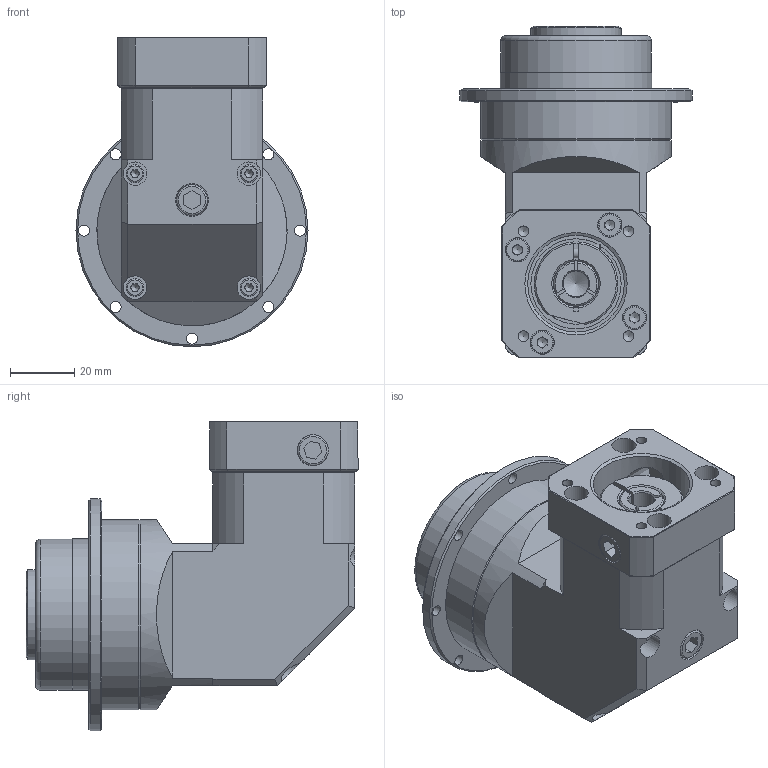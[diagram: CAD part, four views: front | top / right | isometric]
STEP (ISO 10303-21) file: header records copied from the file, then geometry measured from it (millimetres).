
FILE_DESCRIPTION((''),'2;1');
FILE_NAME('KSDL-47-1.stp','2013-08-14T15:26:34',('young'),(''),'Autodesk Inventor 2012','Autodesk Inventor 2012','');
FILE_SCHEMA(('AUTOMOTIVE_DESIGN { 1 0 10303 214 1 1 1 1 }'));
Length unit declared in the file: millimetre
Products named in the file (3): KSDL-47-1; SDL47-1(body); KSD-47-BK(30-46-M4)
Assembly tree (2 placements, depth 2):
  KSDL-47-1
    SDL47-1(body)
    KSD-47-BK(30-46-M4)
Bounding box: 72 x 103 x 96 mm (x, y, z)
Volume: 180746.3 mm3; surface area: 77460.1 mm2
Topology: 18 solids, 18 shells, 728 faces, 1901 edges, 1248 vertices
Faces by surface type: plane 297, cone 209, cylinder 186, bspline 18, torus 18
Full cylindrical faces by diameter (mm): 1 x1, 3 x10, 3.3 x12, 3.4 x8, 3.5 x4, 3.83 x6, 4 x48, 4.5 x8, 5.5 x5, 7 x4, 7.3 x4, 7.5 x4, 8 x1, 8.5 x1, 9.5 x3, 10 x1, 11 x1, 12 x1, 14.2 x1, 14.8 x1, 15.5 x1, 25 x1, 28 x3, 29 x1, 30 x3, 31.96 x1, 32 x3, 34 x2, 37 x1, 39 x1
Entity records: 30961 total; most frequent: CARTESIAN_POINT 15638, DIRECTION 3194, ORIENTED_EDGE 2684, AXIS2_PLACEMENT_3D 1351, EDGE_CURVE 1342, EDGE_LOOP 1172, VERTEX_POINT 1032, FACE_OUTER_BOUND 728
